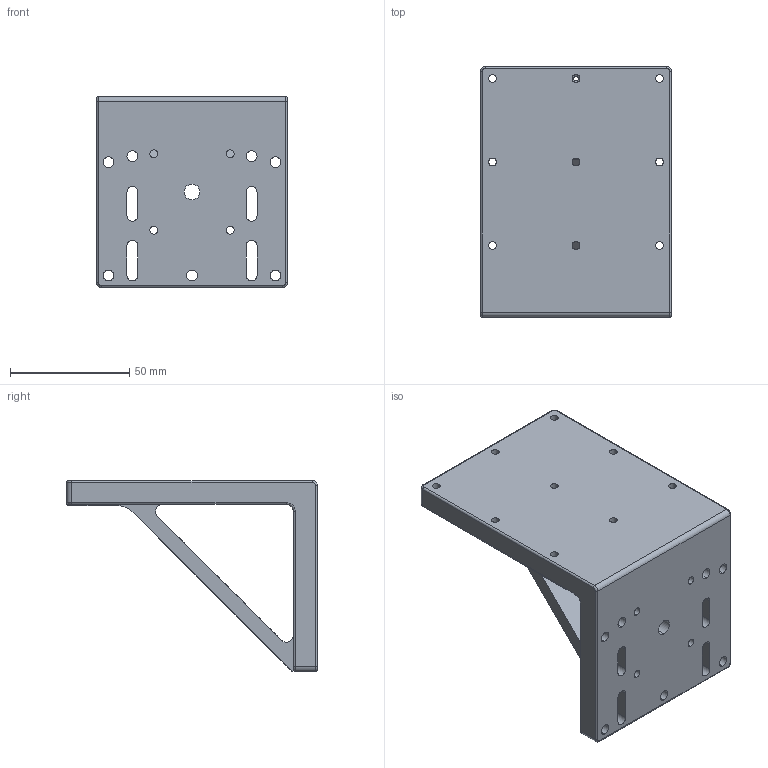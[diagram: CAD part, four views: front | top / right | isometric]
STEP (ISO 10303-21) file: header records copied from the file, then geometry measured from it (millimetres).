
FILE_DESCRIPTION (( 'STEP AP203' ), '1' );
FILE_NAME ('OMLA炵蹈眻褒蛌諉啣 OMLA05B.STEP', '2021-05-20T08:14:17', ( 'Microsoft' ), ( 'Microsoft' ), 'SwSTEP 2.0', 'SolidWorks 2018', '' );
FILE_SCHEMA (( 'CONFIG_CONTROL_DESIGN' ));
Length unit declared in the file: millimetre
Products named in the file (2): OMLA05B-01 SPYD80-L蟀諉啣5; OMLA炵蹈眻褒蛌諉啣 OMLA05B
Assembly tree (1 placements, depth 2):
  OMLA炵蹈眻褒蛌諉啣 OMLA05B
    OMLA05B-01 SPYD80-L蟀諉啣5
Bounding box: 80 x 105 x 80 mm (x, y, z)
Volume: 157175.6 mm3; surface area: 43300.9 mm2
Topology: 1 solids, 1 shells, 281 faces, 757 edges, 496 vertices
Faces by surface type: plane 126, cylinder 88, bspline 52, torus 12, cone 3
Entity records: 13192 total; most frequent: CARTESIAN_POINT 6079, ORIENTED_EDGE 1514, DIRECTION 1274, EDGE_CURVE 757, VERTEX_POINT 496, LINE 456, VECTOR 456, AXIS2_PLACEMENT_3D 409
